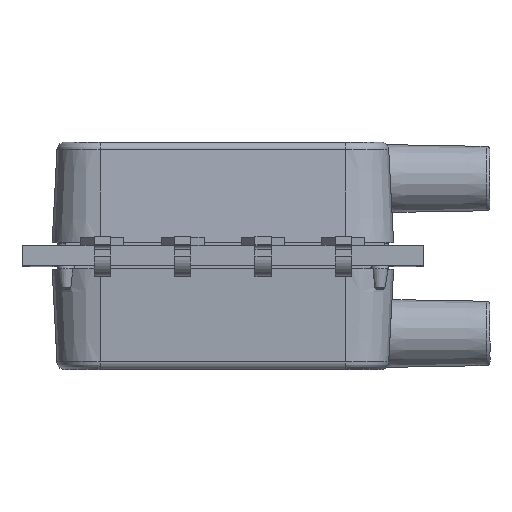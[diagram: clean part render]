
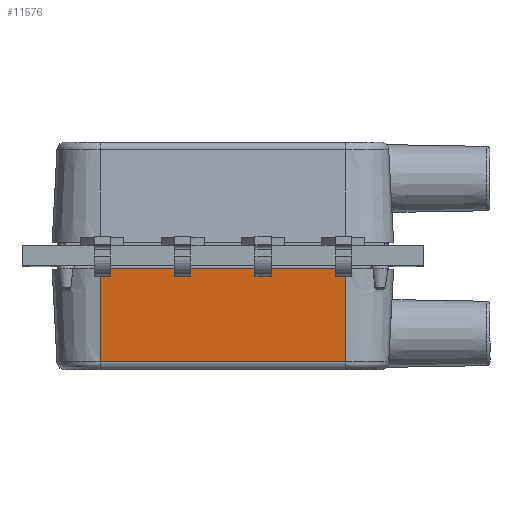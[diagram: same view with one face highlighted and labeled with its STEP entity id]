
A CAD part, top view. The second image highlights one B-rep face of the part: STEP entity #11576.
In plain terms, the highlighted face is planar.
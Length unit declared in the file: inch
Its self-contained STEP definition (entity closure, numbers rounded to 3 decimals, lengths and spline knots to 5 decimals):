
#990 = VERTEX_POINT ( 'NONE', #1608 ) ;
#1041 = VERTEX_POINT ( 'NONE', #1659 ) ;
#1207 = VERTEX_POINT ( 'NONE', #1832 ) ;
#1216 = VERTEX_POINT ( 'NONE', #1798 ) ;
#1608 = CARTESIAN_POINT ( 'NONE',  ( -0.12624, -0.1795, 0.00375 ) ) ;
#1659 = CARTESIAN_POINT ( 'NONE',  ( 0.17924, -0.1795, 0.00375 ) ) ;
#1798 = CARTESIAN_POINT ( 'NONE',  ( -0.12617, -0.17345, 0.11927 ) ) ;
#1832 = CARTESIAN_POINT ( 'NONE',  ( 0.17917, -0.17345, 0.11927 ) ) ;
#2015 = CARTESIAN_POINT ( 'NONE',  ( -0.12617, -0.17345, 0.11927 ) ) ;
#2030 = DIRECTION ( 'NONE',  ( 1., 0., 0. ) ) ;
#2041 = CARTESIAN_POINT ( 'NONE',  ( 0.0265, -0.17345, 0.11927 ) ) ;
#2044 = DIRECTION ( 'NONE',  ( -0.001, -0.052, -0.999 ) ) ;
#2571 = EDGE_LOOP ( 'NONE', ( #10390, #9296, #9276, #10394 ) ) ;
#2876 = DIRECTION ( 'NONE',  ( 1., 0., 0. ) ) ;
#2879 = CARTESIAN_POINT ( 'NONE',  ( 0.0265, -0.1795, 0.00375 ) ) ;
#3004 = CARTESIAN_POINT ( 'NONE',  ( 0.17921, -0.17647, 0.06147 ) ) ;
#3015 = DIRECTION ( 'NONE',  ( 0.001, -0.052, -0.999 ) ) ;
#5982 = PLANE ( 'NONE',  #10857 ) ;
#5988 = CARTESIAN_POINT ( 'NONE',  ( -0.12624, -0.1795, 0.00375 ) ) ;
#6000 = DIRECTION ( 'NONE',  ( 0., -0.999, 0.052 ) ) ;
#6005 = DIRECTION ( 'NONE',  ( 1., 0., 0. ) ) ;
#6788 = EDGE_CURVE ( 'NONE', #1216, #1207, #9489, .T. ) ;
#6791 = EDGE_CURVE ( 'NONE', #1216, #990, #9490, .T. ) ;
#6829 = EDGE_CURVE ( 'NONE', #1207, #1041, #9615, .T. ) ;
#7467 = EDGE_CURVE ( 'NONE', #990, #1041, #9933, .T. ) ;
#9168 = FACE_OUTER_BOUND ( 'NONE', #2571, .T. ) ;
#9276 = ORIENTED_EDGE ( 'NONE', *, *, #7467, .T. ) ;
#9296 = ORIENTED_EDGE ( 'NONE', *, *, #6791, .T. ) ;
#9489 = LINE ( 'NONE', #2041, #9523 ) ;
#9490 = LINE ( 'NONE', #2015, #9492 ) ;
#9492 = VECTOR ( 'NONE', #2044, 39.37008 ) ;
#9523 = VECTOR ( 'NONE', #2030, 39.37008 ) ;
#9603 = VECTOR ( 'NONE', #3015, 39.37008 ) ;
#9615 = LINE ( 'NONE', #3004, #9603 ) ;
#9933 = LINE ( 'NONE', #2879, #9942 ) ;
#9942 = VECTOR ( 'NONE', #2876, 39.37008 ) ;
#10390 = ORIENTED_EDGE ( 'NONE', *, *, #6788, .F. ) ;
#10394 = ORIENTED_EDGE ( 'NONE', *, *, #6829, .F. ) ;
#10857 = AXIS2_PLACEMENT_3D ( 'NONE', #5988, #6000, #6005 ) ;
#11576 = ADVANCED_FACE ( 'NONE', ( #9168 ), #5982, .T. ) ;
